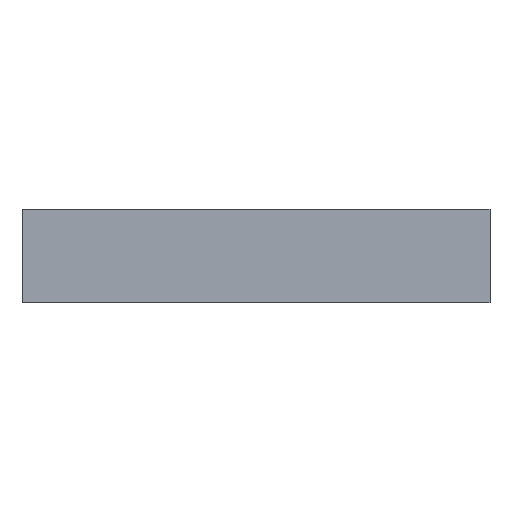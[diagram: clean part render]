
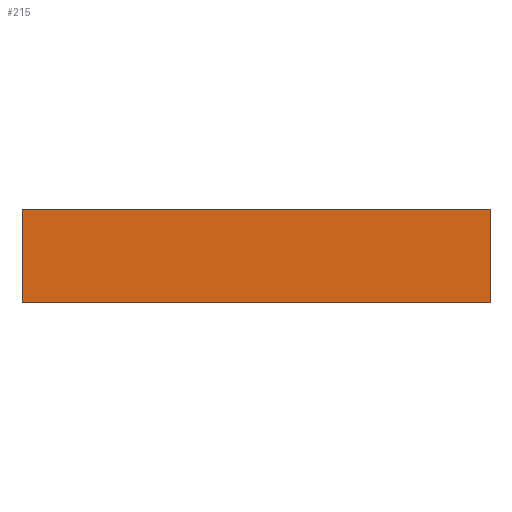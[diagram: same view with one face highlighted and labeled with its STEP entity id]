
A CAD part, front view. The second image highlights one B-rep face of the part: STEP entity #215.
In plain terms, the highlighted planar face has unit normal (0, -1, 0).
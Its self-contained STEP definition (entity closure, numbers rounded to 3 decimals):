
#8 = EDGE_CURVE ( 'NONE', #238, #292, #107, .T. ) ;
#17 = CARTESIAN_POINT ( 'NONE',  ( -5., -100., 2. ) ) ;
#21 = DIRECTION ( 'NONE',  ( 1., 0., 0. ) ) ;
#25 = CARTESIAN_POINT ( 'NONE',  ( -5., -100., 2. ) ) ;
#35 = VECTOR ( 'NONE', #76, 1000. ) ;
#37 = EDGE_CURVE ( 'NONE', #304, #238, #61, .T. ) ;
#51 = CARTESIAN_POINT ( 'NONE',  ( -5., -100., 0. ) ) ;
#52 = EDGE_CURVE ( 'NONE', #123, #292, #376, .T. ) ;
#61 = LINE ( 'NONE', #189, #75 ) ;
#70 = VECTOR ( 'NONE', #21, 1000. ) ;
#75 = VECTOR ( 'NONE', #162, 1000. ) ;
#76 = DIRECTION ( 'NONE',  ( 0., 0., -1. ) ) ;
#107 = LINE ( 'NONE', #146, #70 ) ;
#122 = LINE ( 'NONE', #339, #285 ) ;
#123 = VERTEX_POINT ( 'NONE', #337 ) ;
#146 = CARTESIAN_POINT ( 'NONE',  ( -5., -100., 0. ) ) ;
#149 = ORIENTED_EDGE ( 'NONE', *, *, #37, .T. ) ;
#162 = DIRECTION ( 'NONE',  ( 0., 0., -1. ) ) ;
#170 = DIRECTION ( 'NONE',  ( 0., 0., 1. ) ) ;
#189 = CARTESIAN_POINT ( 'NONE',  ( -5., -100., 2. ) ) ;
#210 = EDGE_CURVE ( 'NONE', #304, #123, #122, .T. ) ;
#215 = ADVANCED_FACE ( 'NONE', ( #280 ), #374, .F. ) ;
#218 = ORIENTED_EDGE ( 'NONE', *, *, #52, .F. ) ;
#238 = VERTEX_POINT ( 'NONE', #51 ) ;
#253 = CARTESIAN_POINT ( 'NONE',  ( 5., -100., 2. ) ) ;
#274 = ORIENTED_EDGE ( 'NONE', *, *, #210, .F. ) ;
#280 = FACE_OUTER_BOUND ( 'NONE', #333, .T. ) ;
#284 = DIRECTION ( 'NONE',  ( 0., 1., 0. ) ) ;
#285 = VECTOR ( 'NONE', #369, 1000. ) ;
#292 = VERTEX_POINT ( 'NONE', #319 ) ;
#304 = VERTEX_POINT ( 'NONE', #25 ) ;
#319 = CARTESIAN_POINT ( 'NONE',  ( 5., -100., 0. ) ) ;
#333 = EDGE_LOOP ( 'NONE', ( #378, #218, #274, #149 ) ) ;
#337 = CARTESIAN_POINT ( 'NONE',  ( 5., -100., 2. ) ) ;
#339 = CARTESIAN_POINT ( 'NONE',  ( -5., -100., 2. ) ) ;
#369 = DIRECTION ( 'NONE',  ( 1., 0., 0. ) ) ;
#374 = PLANE ( 'NONE',  #379 ) ;
#376 = LINE ( 'NONE', #253, #35 ) ;
#378 = ORIENTED_EDGE ( 'NONE', *, *, #8, .T. ) ;
#379 = AXIS2_PLACEMENT_3D ( 'NONE', #17, #284, #170 ) ;
